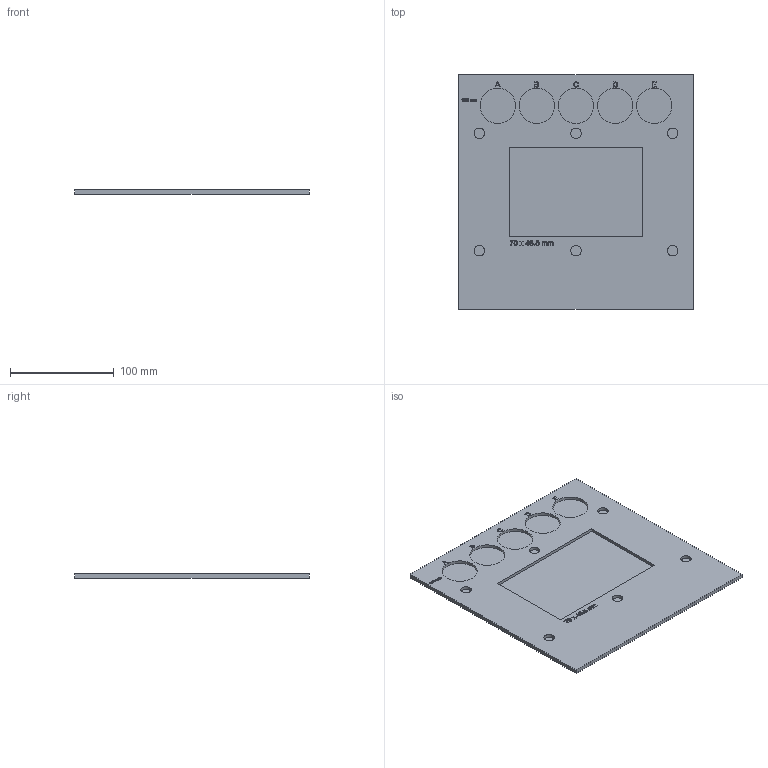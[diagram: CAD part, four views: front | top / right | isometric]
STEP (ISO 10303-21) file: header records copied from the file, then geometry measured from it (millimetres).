
FILE_DESCRIPTION(/* description */ (''),/* implementation_level */ '2;1');
FILE_NAME(/* name */ 'Ender Bed Template v11.step',/* time_stamp */ '2025-09-17T16:04:26-04:00',/* author */ (''),/* organization */ (''),/* preprocessor_version */ 'ST-DEVELOPER v20.1',/* originating_system */ 'Autodesk Translation Framework v14.10.0.0',/* authorisation */ '');
FILE_SCHEMA (('AUTOMOTIVE_DESIGN { 1 0 10303 214 3 1 1 }'));
Length unit declared in the file: millimetre
Products named in the file (1): Ender Bed Template
Bounding box: 226 x 226 x 4 mm (x, y, z)
Volume: 155877.7 mm3; surface area: 109441 mm2
Topology: 1 solids, 1 shells, 462 faces, 1257 edges, 838 vertices
Faces by surface type: bspline 266, plane 185, cylinder 11
Full cylindrical faces by diameter (mm): 10.2 x6, 34 x5
Entity records: 17471 total; most frequent: CARTESIAN_POINT 7579, ORIENTED_EDGE 2514, EDGE_CURVE 1257, DIRECTION 1141, VERTEX_POINT 838, LINE 703, VECTOR 703, B_SPLINE_CURVE_WITH_KNOTS 532
